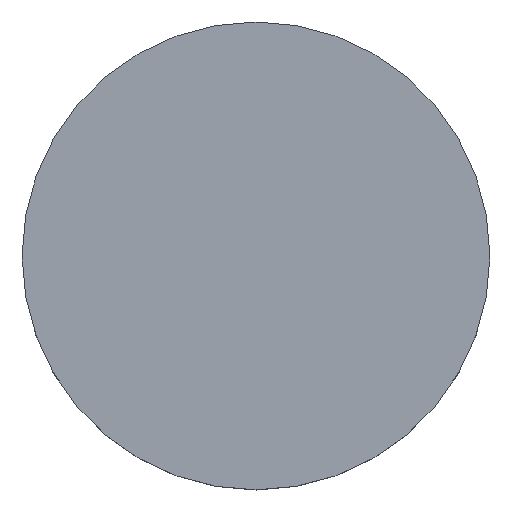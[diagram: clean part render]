
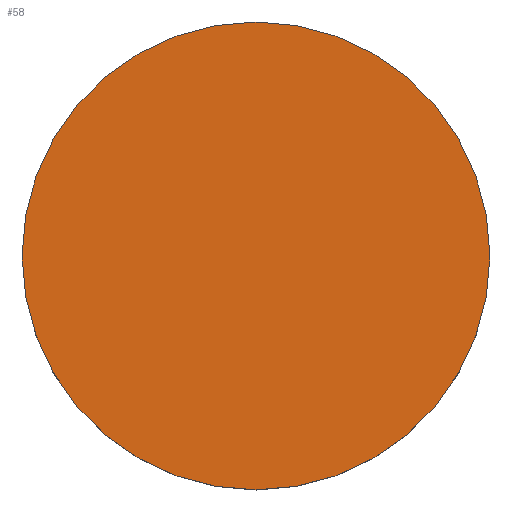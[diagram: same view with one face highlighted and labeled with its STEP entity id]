
A CAD part, top view. The second image highlights one B-rep face of the part: STEP entity #58.
In plain terms, the highlighted planar face has unit normal (0, 0, 1).
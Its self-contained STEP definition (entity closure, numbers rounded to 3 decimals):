
#16 = AXIS2_PLACEMENT_3D ( 'NONE', #65, #79, #111 ) ;
#20 = FACE_OUTER_BOUND ( 'NONE', #54, .T. ) ;
#29 = CARTESIAN_POINT ( 'NONE',  ( 0., 0., 3. ) ) ;
#39 = ORIENTED_EDGE ( 'NONE', *, *, #180, .F. ) ;
#45 = DIRECTION ( 'NONE',  ( 0., -1., 0. ) ) ;
#46 = AXIS2_PLACEMENT_3D ( 'NONE', #209, #210, #106 ) ;
#54 = EDGE_LOOP ( 'NONE', ( #76, #39 ) ) ;
#58 = ADVANCED_FACE ( 'NONE', ( #20 ), #175, .T. ) ;
#61 = CARTESIAN_POINT ( 'NONE',  ( 0., -6.35, 3. ) ) ;
#65 = CARTESIAN_POINT ( 'NONE',  ( 0., 0., 3. ) ) ;
#69 = CIRCLE ( 'NONE', #16, 6.35 ) ;
#76 = ORIENTED_EDGE ( 'NONE', *, *, #95, .F. ) ;
#79 = DIRECTION ( 'NONE',  ( 0., 0., -1. ) ) ;
#84 = CARTESIAN_POINT ( 'NONE',  ( 0., 6.35, 3. ) ) ;
#95 = EDGE_CURVE ( 'NONE', #182, #161, #128, .T. ) ;
#106 = DIRECTION ( 'NONE',  ( 1., 0., 0. ) ) ;
#111 = DIRECTION ( 'NONE',  ( 0., -1., 0. ) ) ;
#128 = CIRCLE ( 'NONE', #148, 6.35 ) ;
#144 = DIRECTION ( 'NONE',  ( 0., 0., -1. ) ) ;
#148 = AXIS2_PLACEMENT_3D ( 'NONE', #29, #144, #45 ) ;
#161 = VERTEX_POINT ( 'NONE', #84 ) ;
#175 = PLANE ( 'NONE',  #46 ) ;
#180 = EDGE_CURVE ( 'NONE', #161, #182, #69, .T. ) ;
#182 = VERTEX_POINT ( 'NONE', #61 ) ;
#209 = CARTESIAN_POINT ( 'NONE',  ( 0., 13.158, 3. ) ) ;
#210 = DIRECTION ( 'NONE',  ( 0., 0., 1. ) ) ;
